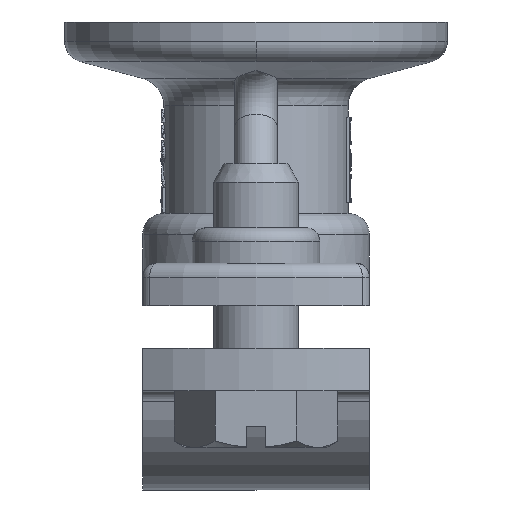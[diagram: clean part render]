
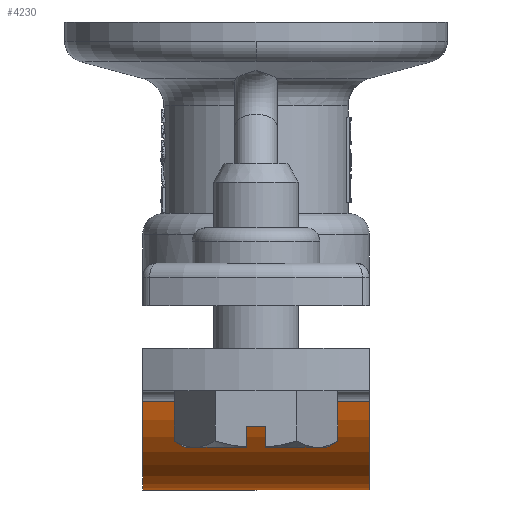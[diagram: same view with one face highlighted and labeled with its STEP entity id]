
A CAD part, left-side view. The second image highlights one B-rep face of the part: STEP entity #4230.
In plain terms, the highlighted cylindrical face has radius 8 mm (diameter 16 mm), a partial arc.
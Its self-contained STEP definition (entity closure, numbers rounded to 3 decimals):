
#720=CARTESIAN_POINT('',(-7.8,3.778,0.));
#730=VERTEX_POINT('',#720);
#760=CARTESIAN_POINT('',(0.,2.,0.));
#770=DIRECTION('',(0.,0.,1.));
#780=DIRECTION('',(1.,0.,0.));
#790=AXIS2_PLACEMENT_3D('',#760,#770,#780);
#800=CIRCLE('',#790,8.);
#810=CARTESIAN_POINT('',(7.8,3.778,0.));
#820=VERTEX_POINT('',#810);
#830=EDGE_CURVE('',#820,#730,#800,.T.);
#1310=CARTESIAN_POINT('',(7.8,3.778,-16.));
#1320=VERTEX_POINT('',#1310);
#1350=CARTESIAN_POINT('',(0.,2.,-16.));
#1360=DIRECTION('',(0.,0.,1.));
#1370=DIRECTION('',(1.,0.,0.));
#1380=AXIS2_PLACEMENT_3D('',#1350,#1360,#1370);
#1390=CIRCLE('',#1380,8.);
#1400=CARTESIAN_POINT('',(-7.8,3.778,-16.));
#1410=VERTEX_POINT('',#1400);
#1420=EDGE_CURVE('',#1320,#1410,#1390,.T.);
#3970=CARTESIAN_POINT('',(-7.8,3.778,0.));
#3980=DIRECTION('',(0.,0.,-1.));
#3990=VECTOR('',#3980,1.);
#4000=LINE('',#3970,#3990);
#4010=EDGE_CURVE('',#730,#1410,#4000,.T.);
#4070=CARTESIAN_POINT('',(0.,2.,0.));
#4080=DIRECTION('',(0.,0.,1.));
#4090=DIRECTION('',(1.,0.,0.));
#4100=AXIS2_PLACEMENT_3D('',#4070,#4080,#4090);
#4110=CYLINDRICAL_SURFACE('',#4100,8.);
#4120=ORIENTED_EDGE('',*,*,#4010,.F.);
#4130=ORIENTED_EDGE('',*,*,#1420,.T.);
#4140=CARTESIAN_POINT('',(7.8,3.778,0.));
#4150=DIRECTION('',(0.,0.,-1.));
#4160=VECTOR('',#4150,1.);
#4170=LINE('',#4140,#4160);
#4180=EDGE_CURVE('',#820,#1320,#4170,.T.);
#4190=ORIENTED_EDGE('',*,*,#4180,.T.);
#4200=ORIENTED_EDGE('',*,*,#830,.F.);
#4210=EDGE_LOOP('',(#4200,#4190,#4130,#4120));
#4220=FACE_OUTER_BOUND('',#4210,.T.);
#4230=ADVANCED_FACE('',(#4220),#4110,.T.);
